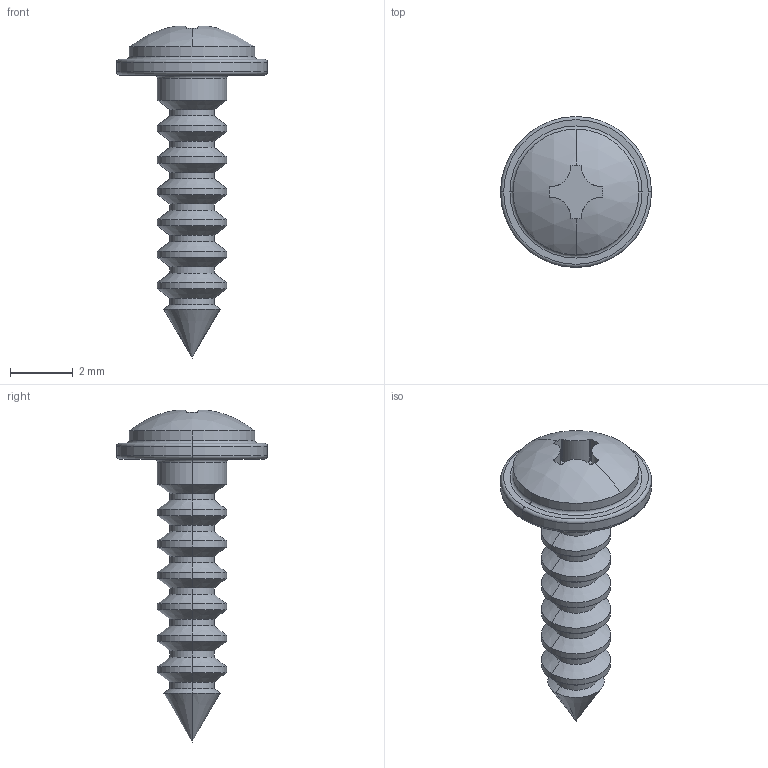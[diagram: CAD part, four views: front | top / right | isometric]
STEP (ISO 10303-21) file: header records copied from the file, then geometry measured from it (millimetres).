
FILE_DESCRIPTION (( 'STEP AP214' ), '1' );
FILE_NAME ('Cross recessed pan head tapping screws-C ST2.2×9.5自攻螺钉.step', '2016-10-28T04:21:38', ( 'dell' ), ( '' ), 'SwSTEP 2.0', 'SolidWorks 2013', '' );
FILE_SCHEMA (( 'AUTOMOTIVE_DESIGN' ));
Length unit declared in the file: millimetre
Products named in the file (1): Cross recessed pan head tapping screws-C ST2.2×9.5自攻螺钉
Bounding box: 4.8 x 4.8 x 10.56 mm (x, y, z)
Volume: 38.8 mm3; surface area: 112.3 mm2
Topology: 1 solids, 1 shells, 92 faces, 203 edges, 113 vertices
Faces by surface type: cylinder 41, cone 30, plane 11, torus 8, sphere 2
Entity records: 2699 total; most frequent: DIRECTION 493, CARTESIAN_POINT 435, ORIENTED_EDGE 402, AXIS2_PLACEMENT_3D 203, EDGE_CURVE 201, VERTEX_POINT 113, CIRCLE 110, EDGE_LOOP 94
